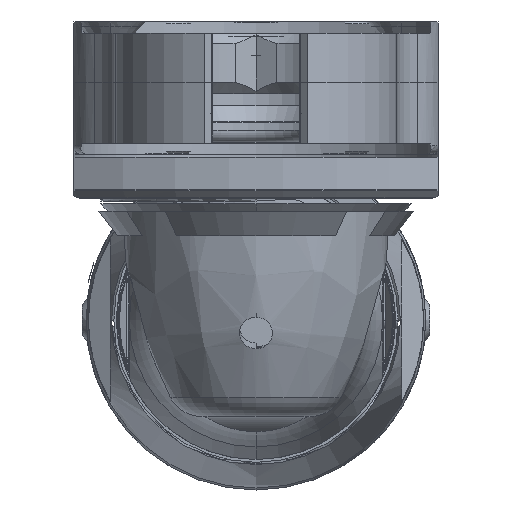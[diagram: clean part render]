
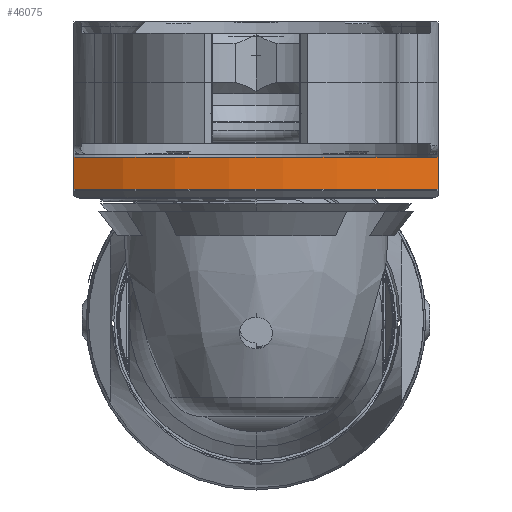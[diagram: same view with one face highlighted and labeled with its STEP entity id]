
A CAD part, left-side view. The second image highlights one B-rep face of the part: STEP entity #46075.
In plain terms, the highlighted cylindrical face has radius 46.025 mm (diameter 92.05 mm), a partial arc.
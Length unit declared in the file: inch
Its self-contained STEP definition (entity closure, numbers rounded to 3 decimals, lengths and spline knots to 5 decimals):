
#45025=CARTESIAN_POINT('',(-5.80175,0.,0.8385));
#45026=DIRECTION('',(0.,0.,1.));
#45027=DIRECTION('',(-0.856,0.517,0.));
#45028=AXIS2_PLACEMENT_3D('',#45025,#45026,#45027);
#45237=DIRECTION('',(0.,0.,1.));
#45238=VECTOR('',#45237,0.165);
#45239=CARTESIAN_POINT('',(-7.35237,0.9375,0.6735));
#45240=LINE('',#45239,#45238);
#45293=DIRECTION('',(0.,0.,1.));
#45294=VECTOR('',#45293,0.165);
#45295=CARTESIAN_POINT('',(-7.35237,-0.9375,0.6735));
#45296=LINE('',#45295,#45294);
#45441=CARTESIAN_POINT('',(-5.80175,0.,0.6735));
#45442=DIRECTION('',(0.,0.,1.));
#45443=DIRECTION('',(-0.856,0.517,0.));
#45444=AXIS2_PLACEMENT_3D('',#45441,#45442,#45443);
#45751=CARTESIAN_POINT('',(-7.35237,0.9375,0.6735));
#45752=CARTESIAN_POINT('',(-7.35237,0.9375,0.8385));
#45753=VERTEX_POINT('',#45751);
#45754=VERTEX_POINT('',#45752);
#45755=CARTESIAN_POINT('',(-7.35237,-0.9375,0.6735));
#45756=CARTESIAN_POINT('',(-7.35237,-0.9375,0.8385));
#45757=VERTEX_POINT('',#45755);
#45758=VERTEX_POINT('',#45756);
#46060=CARTESIAN_POINT('',(-5.80175,0.,0.61725));
#46061=DIRECTION('',(0.,0.,1.));
#46062=DIRECTION('',(0.,1.,0.));
#46063=AXIS2_PLACEMENT_3D('',#46060,#46061,#46062);
#46064=CYLINDRICAL_SURFACE('',#46063,1.812);
#46066=ORIENTED_EDGE('',*,*,#46065,.T.);
#46068=ORIENTED_EDGE('',*,*,#46067,.T.);
#46070=ORIENTED_EDGE('',*,*,#46069,.F.);
#46072=ORIENTED_EDGE('',*,*,#46071,.F.);
#46073=EDGE_LOOP('',(#46066,#46068,#46070,#46072));
#46074=FACE_OUTER_BOUND('',#46073,.F.);
#46075=ADVANCED_FACE('',(#46074),#46064,.T.);
#45029=CIRCLE('',#45028,1.812);
#45445=CIRCLE('',#45444,1.812);
#46065=EDGE_CURVE('',#45753,#45754,#45240,.T.);
#46067=EDGE_CURVE('',#45754,#45758,#45029,.T.);
#46069=EDGE_CURVE('',#45757,#45758,#45296,.T.);
#46071=EDGE_CURVE('',#45753,#45757,#45445,.T.);
